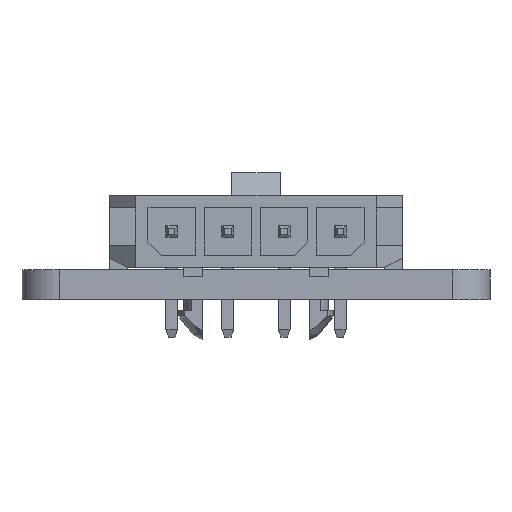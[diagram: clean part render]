
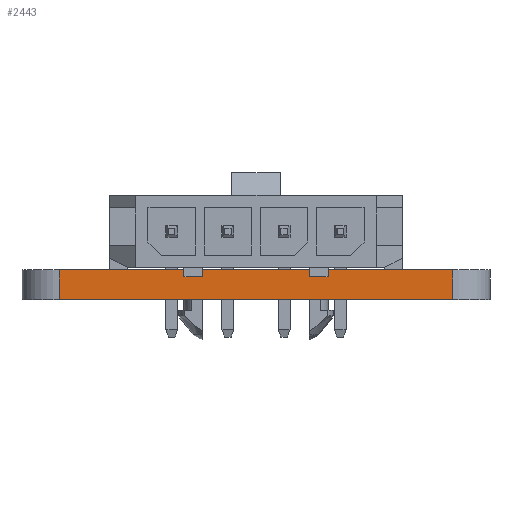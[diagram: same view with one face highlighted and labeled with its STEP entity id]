
A CAD part, front view. The second image highlights one B-rep face of the part: STEP entity #2443.
In plain terms, the highlighted planar face has unit normal (0, -1, 0).
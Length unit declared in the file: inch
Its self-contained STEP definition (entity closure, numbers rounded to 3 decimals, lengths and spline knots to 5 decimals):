
#243 = EDGE_CURVE ( 'NONE', #4520, #6846, #7745, .T. ) ;
#373 = DIRECTION ( 'NONE',  ( 0., 0., 1. ) ) ;
#470 = PLANE ( 'NONE',  #8354 ) ;
#720 = ORIENTED_EDGE ( 'NONE', *, *, #243, .F. ) ;
#1016 = CARTESIAN_POINT ( 'NONE',  ( 1.69291, -1.77165, 0.06299 ) ) ;
#1178 = ORIENTED_EDGE ( 'NONE', *, *, #6813, .T. ) ;
#1340 = VERTEX_POINT ( 'NONE', #4651 ) ;
#1654 = DIRECTION ( 'NONE',  ( 0., 0., 1. ) ) ;
#1660 = DIRECTION ( 'NONE',  ( -1., 0., 0. ) ) ;
#1708 = LINE ( 'NONE', #1016, #4921 ) ;
#1739 = ORIENTED_EDGE ( 'NONE', *, *, #7093, .F. ) ;
#2426 = DIRECTION ( 'NONE',  ( 0., 0., -1. ) ) ;
#2443 = ADVANCED_FACE ( 'NONE', ( #3258 ), #470, .T. ) ;
#3125 = VERTEX_POINT ( 'NONE', #3337 ) ;
#3258 = FACE_OUTER_BOUND ( 'NONE', #7713, .T. ) ;
#3337 = CARTESIAN_POINT ( 'NONE',  ( 0.86614, -1.77165, 0.06299 ) ) ;
#4520 = VERTEX_POINT ( 'NONE', #6507 ) ;
#4533 = LINE ( 'NONE', #8528, #6110 ) ;
#4651 = CARTESIAN_POINT ( 'NONE',  ( 1.69291, -1.77165, 0.06299 ) ) ;
#4655 = VECTOR ( 'NONE', #373, 39.37008 ) ;
#4814 = DIRECTION ( 'NONE',  ( -1., 0., 0. ) ) ;
#4921 = VECTOR ( 'NONE', #1660, 39.37008 ) ;
#5323 = LINE ( 'NONE', #8855, #4655 ) ;
#5358 = CARTESIAN_POINT ( 'NONE',  ( 0.86614, -1.77165, 0. ) ) ;
#6054 = CARTESIAN_POINT ( 'NONE',  ( 1.69291, -1.77165, 0. ) ) ;
#6110 = VECTOR ( 'NONE', #1654, 39.37008 ) ;
#6148 = CARTESIAN_POINT ( 'NONE',  ( 1.69291, -1.77165, 0. ) ) ;
#6507 = CARTESIAN_POINT ( 'NONE',  ( 1.69291, -1.77165, 0. ) ) ;
#6813 = EDGE_CURVE ( 'NONE', #4520, #1340, #5323, .T. ) ;
#6846 = VERTEX_POINT ( 'NONE', #5358 ) ;
#7093 = EDGE_CURVE ( 'NONE', #6846, #3125, #4533, .T. ) ;
#7518 = DIRECTION ( 'NONE',  ( 0., -1., 0. ) ) ;
#7713 = EDGE_LOOP ( 'NONE', ( #1178, #8722, #1739, #720 ) ) ;
#7745 = LINE ( 'NONE', #6148, #8548 ) ;
#7998 = EDGE_CURVE ( 'NONE', #1340, #3125, #1708, .T. ) ;
#8354 = AXIS2_PLACEMENT_3D ( 'NONE', #6054, #7518, #2426 ) ;
#8528 = CARTESIAN_POINT ( 'NONE',  ( 0.86614, -1.77165, 0. ) ) ;
#8548 = VECTOR ( 'NONE', #4814, 39.37008 ) ;
#8722 = ORIENTED_EDGE ( 'NONE', *, *, #7998, .T. ) ;
#8855 = CARTESIAN_POINT ( 'NONE',  ( 1.69291, -1.77165, 0. ) ) ;
